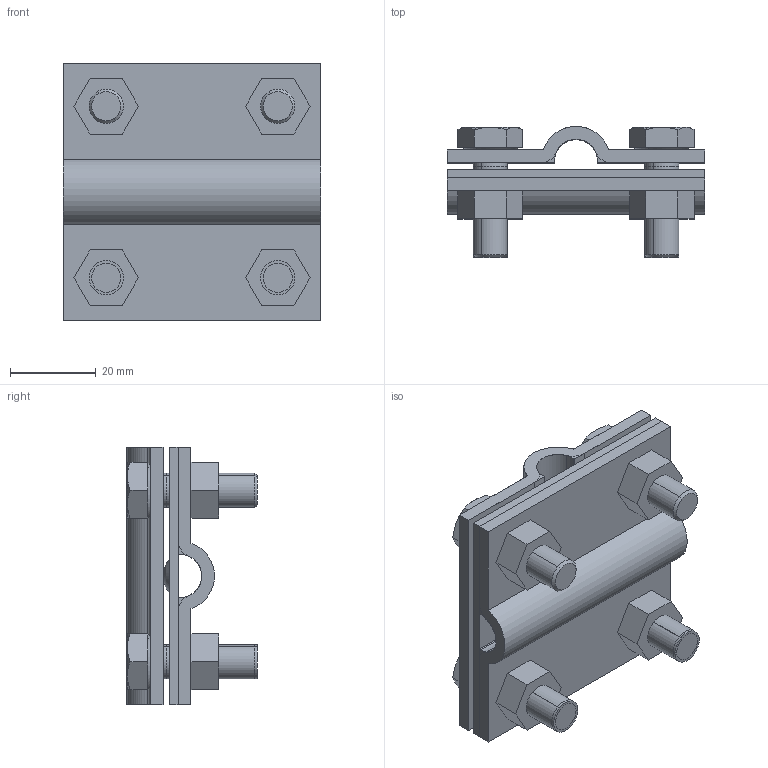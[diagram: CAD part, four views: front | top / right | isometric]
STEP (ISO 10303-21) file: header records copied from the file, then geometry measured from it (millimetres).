
FILE_DESCRIPTION(('CoCreate Modeling STEP Export'),'2;1');
FILE_NAME('5021642.stp','2017-05-09T13:05:27',(''),(''),'CoCreate Modeling STEP processor for AP214 (Solid Model)','CoCreate Modeling 16.00B 02-Dec-2008 (C) Parametric Technology GmbH','');
FILE_SCHEMA(('AUTOMOTIVE_DESIGN { 1 0 10303 214 1 1 1 1 }'));
Length unit declared in the file: millimetre
Products named in the file (26): Schraube_M_8x25_DIN_933.1.1.1; Sechskantmutter_DIN_934-M8.2.1.1.1.1.1.1.1.1.1; Zwischenplatte; Obere_Platte.1; Kreuzverbinder.1; Obere_Platte.1.1; Obere_Platte.1.1.1; Schraube_M_8x25_DIN_933.1; Schraube_M_8x25_DIN_933.1.1; Schraube_M_8x25_DIN_933.1.1.1.1; Sechskantmutter_DIN_934-M8.2.1.1.1.1.1.1.1.1.1.1; Sechskantmutter_DIN_934-M8.2.1.1.1.1.1.1.1.1.1.1.1; Sechskantmutter_DIN_934-M8.2.1.1.1.1.1.1.1.1.1.1.1.1; Sechskantmutter_DIN_934-M8.2.1.1.1.1.1.1.1.1.1.1.1.1.1; Zwischenplatte.1
Assembly tree (21 placements, depth 2):
  Kreuzverbinder.1
    Obere_Platte.1  x2
    Schraube_M_8x25_DIN_933.1.1.1  x4
    Zwischenplatte
    Sechskantmutter_DIN_934-M8.2.1.1.1.1.1.1.1.1.1  x4
  Obere_Platte.1.1
  Obere_Platte.1.1.1
    Obere_Platte.1.1.1
  Schraube_M_8x25_DIN_933.1
    Schraube_M_8x25_DIN_933.1
  Schraube_M_8x25_DIN_933.1.1
    Schraube_M_8x25_DIN_933.1.1
Bounding box: 60 x 30.5 x 60 mm (x, y, z)
Volume: 79008.9 mm3; surface area: 62514.5 mm2
Topology: 22 solids, 22 shells, 464 faces, 1067 edges, 663 vertices
Faces by surface type: plane 244, cylinder 114, cone 90, sphere 16
Entity records: 10243 total; most frequent: CARTESIAN_POINT 3124, ORIENTED_EDGE 1442, DIRECTION 1047, EDGE_CURVE 721, VERTEX_POINT 459, EDGE_LOOP 388, AXIS2_PLACEMENT_3D 354, VECTOR 339
